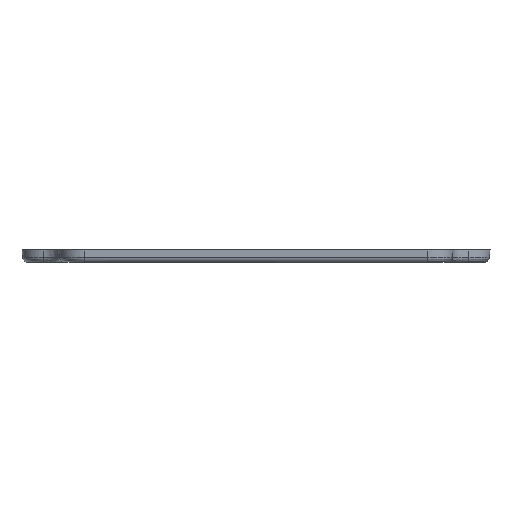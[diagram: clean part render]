
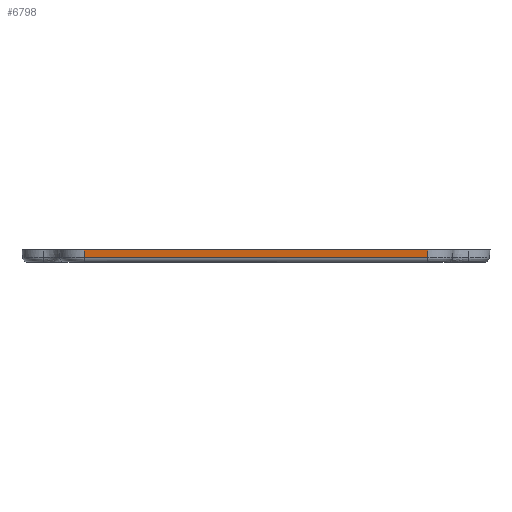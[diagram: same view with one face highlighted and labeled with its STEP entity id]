
A CAD part, front view. The second image highlights one B-rep face of the part: STEP entity #6798.
In plain terms, the highlighted planar face has unit normal (0, -0.996, -0.087).
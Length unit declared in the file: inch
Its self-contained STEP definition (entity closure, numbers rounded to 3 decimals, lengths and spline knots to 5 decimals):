
#157 = DIRECTION ( 'NONE',  ( 0., 0.087, -0.996 ) ) ;
#181 = VECTOR ( 'NONE', #5782, 39.37008 ) ;
#286 = CARTESIAN_POINT ( 'NONE',  ( 1.26531, -0.65823, -0.03641 ) ) ;
#303 = CARTESIAN_POINT ( 'NONE',  ( -1.38394, -0.66142, 0. ) ) ;
#352 = EDGE_CURVE ( 'NONE', #1481, #2364, #6997, .T. ) ;
#407 = CARTESIAN_POINT ( 'NONE',  ( 1.26531, -0.66142, 0. ) ) ;
#1066 = ORIENTED_EDGE ( 'NONE', *, *, #352, .T. ) ;
#1481 = VERTEX_POINT ( 'NONE', #2391 ) ;
#1625 = ORIENTED_EDGE ( 'NONE', *, *, #7585, .F. ) ;
#2056 = LINE ( 'NONE', #303, #5301 ) ;
#2216 = EDGE_CURVE ( 'NONE', #2364, #6988, #5825, .T. ) ;
#2364 = VERTEX_POINT ( 'NONE', #4273 ) ;
#2391 = CARTESIAN_POINT ( 'NONE',  ( -1.26531, -0.66142, 0. ) ) ;
#2792 = EDGE_CURVE ( 'NONE', #6988, #4520, #5436, .T. ) ;
#3122 = DIRECTION ( 'NONE',  ( 0., -0.996, -0.087 ) ) ;
#3162 = CARTESIAN_POINT ( 'NONE',  ( -1.26531, -0.66142, 0. ) ) ;
#3685 = PLANE ( 'NONE',  #3734 ) ;
#3734 = AXIS2_PLACEMENT_3D ( 'NONE', #3162, #3122, #157 ) ;
#3801 = FACE_OUTER_BOUND ( 'NONE', #3817, .T. ) ;
#3817 = EDGE_LOOP ( 'NONE', ( #6411, #1625, #1066, #5942 ) ) ;
#4032 = DIRECTION ( 'NONE',  ( 1., 0., 0. ) ) ;
#4273 = CARTESIAN_POINT ( 'NONE',  ( -1.26531, -0.65664, -0.05461 ) ) ;
#4276 = VECTOR ( 'NONE', #7664, 39.37008 ) ;
#4520 = VERTEX_POINT ( 'NONE', #7119 ) ;
#4623 = CARTESIAN_POINT ( 'NONE',  ( -1.26531, -0.65664, -0.05461 ) ) ;
#5301 = VECTOR ( 'NONE', #4032, 39.37008 ) ;
#5436 = B_SPLINE_CURVE_WITH_KNOTS ( 'NONE', 3,
 ( #6538, #286, #5902, #407 ),
 .UNSPECIFIED., .F., .F.,
 ( 4, 4 ),
 ( 0., 1. ),
 .UNSPECIFIED. ) ;
#5782 = DIRECTION ( 'NONE',  ( 1., 0., 0. ) ) ;
#5825 = LINE ( 'NONE', #4623, #181 ) ;
#5902 = CARTESIAN_POINT ( 'NONE',  ( 1.26531, -0.65982, -0.0182 ) ) ;
#5942 = ORIENTED_EDGE ( 'NONE', *, *, #2216, .T. ) ;
#6411 = ORIENTED_EDGE ( 'NONE', *, *, #2792, .T. ) ;
#6538 = CARTESIAN_POINT ( 'NONE',  ( 1.26531, -0.65664, -0.05461 ) ) ;
#6798 = ADVANCED_FACE ( 'NONE', ( #3801 ), #3685, .T. ) ;
#6988 = VERTEX_POINT ( 'NONE', #7556 ) ;
#6997 = LINE ( 'NONE', #7037, #4276 ) ;
#7037 = CARTESIAN_POINT ( 'NONE',  ( -1.26531, -0.66142, 0. ) ) ;
#7119 = CARTESIAN_POINT ( 'NONE',  ( 1.26531, -0.66142, 0. ) ) ;
#7556 = CARTESIAN_POINT ( 'NONE',  ( 1.26531, -0.65664, -0.05461 ) ) ;
#7585 = EDGE_CURVE ( 'NONE', #1481, #4520, #2056, .T. ) ;
#7664 = DIRECTION ( 'NONE',  ( 0., 0.087, -0.996 ) ) ;
